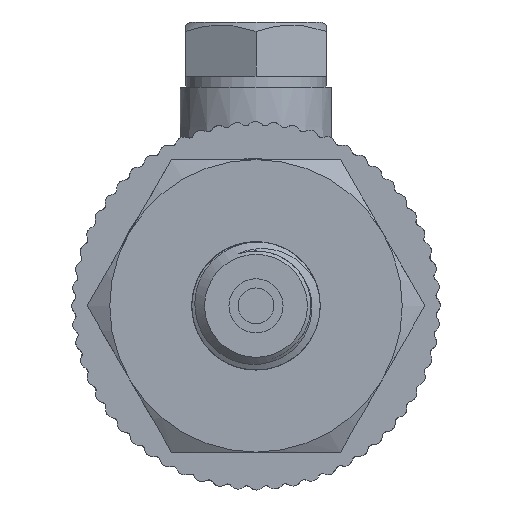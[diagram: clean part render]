
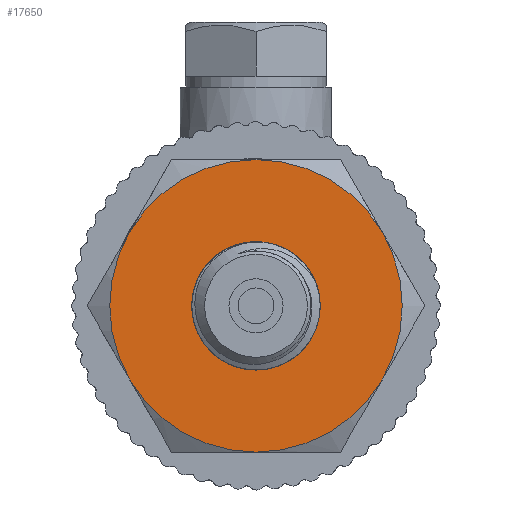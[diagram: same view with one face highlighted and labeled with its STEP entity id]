
A CAD part, left-side view. The second image highlights one B-rep face of the part: STEP entity #17650.
In plain terms, the highlighted planar face has unit normal (-1, 0, 0).
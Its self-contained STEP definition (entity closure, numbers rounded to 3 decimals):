
#143=PLANE('',#18586);
#773=FACE_BOUND('',#2195,.T.);
#1181=FACE_OUTER_BOUND('',#2194,.T.);
#2194=EDGE_LOOP('',(#13293));
#2195=EDGE_LOOP('',(#13294));
#2985=CIRCLE('',#18569,5.9);
#2992=CIRCLE('',#18584,13.5);
#7347=VERTEX_POINT('',#36065);
#7352=VERTEX_POINT('',#36777);
#9535=EDGE_CURVE('',#7347,#7347,#2985,.T.);
#9547=EDGE_CURVE('',#7352,#7352,#2992,.T.);
#13293=ORIENTED_EDGE('',*,*,#9547,.F.);
#13294=ORIENTED_EDGE('',*,*,#9535,.T.);
#17650=ADVANCED_FACE('',(#1181,#773),#143,.T.);
#18569=AXIS2_PLACEMENT_3D('',#36066,#20290,#20291);
#18584=AXIS2_PLACEMENT_3D('',#36779,#20324,#20325);
#18586=AXIS2_PLACEMENT_3D('',#36781,#20328,#20329);
#20290=DIRECTION('center_axis',(1.,0.,0.));
#20291=DIRECTION('ref_axis',(0.,0.,-1.));
#20324=DIRECTION('center_axis',(1.,0.,0.));
#20325=DIRECTION('ref_axis',(0.,0.,-1.));
#20328=DIRECTION('center_axis',(-1.,0.,0.));
#20329=DIRECTION('ref_axis',(0.,0.,1.));
#36065=CARTESIAN_POINT('',(-47.,0.,5.9));
#36066=CARTESIAN_POINT('Origin',(-47.,0.,0.));
#36777=CARTESIAN_POINT('',(-47.,-13.5,0.));
#36779=CARTESIAN_POINT('Origin',(-47.,0.,0.));
#36781=CARTESIAN_POINT('Origin',(-47.,13.5,0.));
